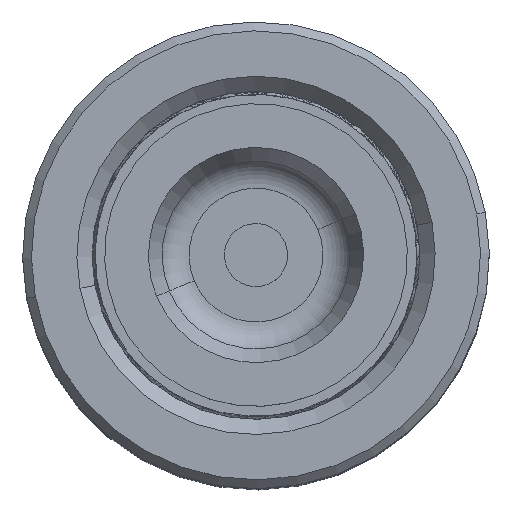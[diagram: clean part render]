
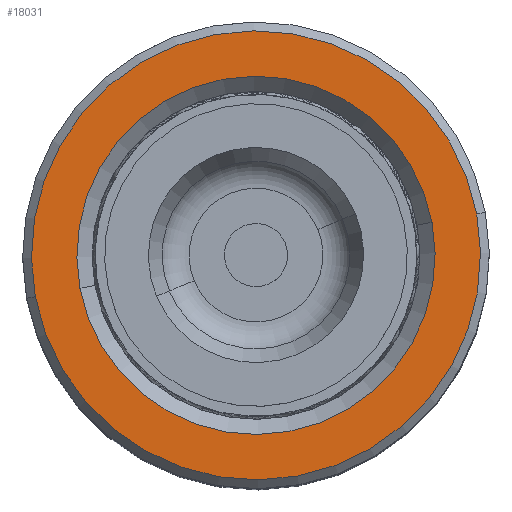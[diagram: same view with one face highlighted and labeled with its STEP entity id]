
A CAD part, top view. The second image highlights one B-rep face of the part: STEP entity #18031.
In plain terms, the highlighted planar face has unit normal (0, 0, 1).
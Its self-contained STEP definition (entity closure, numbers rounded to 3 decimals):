
#81 = ORIENTED_EDGE ( 'NONE', *, *, #5865, .T. ) ;
#1368 = DIRECTION ( 'NONE',  ( 0., 0., -1. ) ) ;
#3011 = VERTEX_POINT ( 'NONE', #32747 ) ;
#3649 = DIRECTION ( 'NONE',  ( 0., 0., 1. ) ) ;
#4480 = DIRECTION ( 'NONE',  ( 1., 0., 0. ) ) ;
#5865 = EDGE_CURVE ( 'NONE', #21401, #33486, #20807, .T. ) ;
#6315 = CIRCLE ( 'NONE', #39635, 17.8 ) ;
#6783 = CIRCLE ( 'NONE', #21127, 14.2 ) ;
#8670 = AXIS2_PLACEMENT_3D ( 'NONE', #26613, #36008, #32922 ) ;
#11695 = EDGE_LOOP ( 'NONE', ( #28080, #21546 ) ) ;
#14991 = CARTESIAN_POINT ( 'NONE',  ( -17.8, 0., 60. ) ) ;
#16457 = CARTESIAN_POINT ( 'NONE',  ( 0., 0., 60. ) ) ;
#16841 = EDGE_CURVE ( 'NONE', #3011, #34581, #34914, .T. ) ;
#18031 = ADVANCED_FACE ( 'NONE', ( #23861, #25290 ), #20703, .T. ) ;
#18983 = DIRECTION ( 'NONE',  ( 1., 0., 0. ) ) ;
#19149 = AXIS2_PLACEMENT_3D ( 'NONE', #31344, #37397, #37651 ) ;
#20703 = PLANE ( 'NONE',  #8670 ) ;
#20807 = CIRCLE ( 'NONE', #19149, 17.8 ) ;
#20861 = AXIS2_PLACEMENT_3D ( 'NONE', #16457, #35283, #38370 ) ;
#21127 = AXIS2_PLACEMENT_3D ( 'NONE', #38605, #1368, #4480 ) ;
#21401 = VERTEX_POINT ( 'NONE', #14991 ) ;
#21546 = ORIENTED_EDGE ( 'NONE', *, *, #16841, .T. ) ;
#23098 = ORIENTED_EDGE ( 'NONE', *, *, #38223, .T. ) ;
#23861 = FACE_OUTER_BOUND ( 'NONE', #36224, .T. ) ;
#25290 = FACE_BOUND ( 'NONE', #11695, .T. ) ;
#26613 = CARTESIAN_POINT ( 'NONE',  ( 0., 0., 60. ) ) ;
#28080 = ORIENTED_EDGE ( 'NONE', *, *, #37883, .T. ) ;
#28504 = CARTESIAN_POINT ( 'NONE',  ( 0., 0., 60. ) ) ;
#31344 = CARTESIAN_POINT ( 'NONE',  ( 0., 0., 60. ) ) ;
#32747 = CARTESIAN_POINT ( 'NONE',  ( -14.2, 0., 60. ) ) ;
#32922 = DIRECTION ( 'NONE',  ( 1., 0., 0. ) ) ;
#33387 = CARTESIAN_POINT ( 'NONE',  ( 14.2, 0., 60. ) ) ;
#33486 = VERTEX_POINT ( 'NONE', #37229 ) ;
#34581 = VERTEX_POINT ( 'NONE', #33387 ) ;
#34914 = CIRCLE ( 'NONE', #20861, 14.2 ) ;
#35283 = DIRECTION ( 'NONE',  ( 0., 0., -1. ) ) ;
#36008 = DIRECTION ( 'NONE',  ( 0., 0., 1. ) ) ;
#36224 = EDGE_LOOP ( 'NONE', ( #81, #23098 ) ) ;
#37229 = CARTESIAN_POINT ( 'NONE',  ( 17.8, 0., 60. ) ) ;
#37397 = DIRECTION ( 'NONE',  ( 0., 0., 1. ) ) ;
#37651 = DIRECTION ( 'NONE',  ( 1., 0., 0. ) ) ;
#37883 = EDGE_CURVE ( 'NONE', #34581, #3011, #6783, .T. ) ;
#38223 = EDGE_CURVE ( 'NONE', #33486, #21401, #6315, .T. ) ;
#38370 = DIRECTION ( 'NONE',  ( 1., 0., 0. ) ) ;
#38605 = CARTESIAN_POINT ( 'NONE',  ( 0., 0., 60. ) ) ;
#39635 = AXIS2_PLACEMENT_3D ( 'NONE', #28504, #3649, #18983 ) ;
